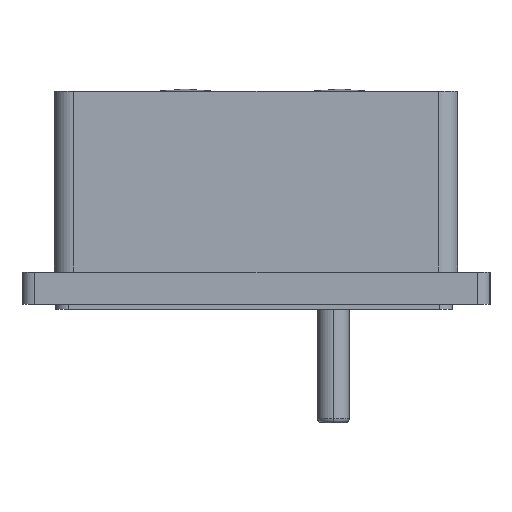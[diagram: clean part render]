
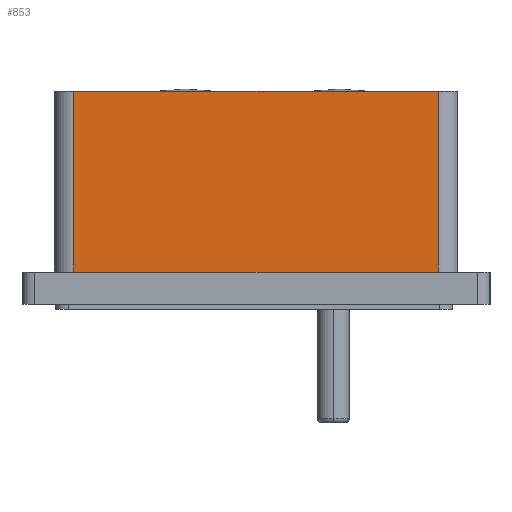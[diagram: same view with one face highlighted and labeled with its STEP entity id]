
A CAD part, left-side view. The second image highlights one B-rep face of the part: STEP entity #853.
In plain terms, the highlighted planar face has unit normal (-1, 0, 0).
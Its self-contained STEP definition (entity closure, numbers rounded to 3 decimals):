
#853=ADVANCED_FACE('',(#1998),#1999,.F.);
#1998=FACE_OUTER_BOUND('',#3421,.T.);
#1999=PLANE('',#3422);
#3421=EDGE_LOOP('',(#5967,#5968,#5969,#5970));
#3422=AXIS2_PLACEMENT_3D('',#5971,#5972,#5973);
#5967=ORIENTED_EDGE('',*,*,#8968,.T.);
#5968=ORIENTED_EDGE('',*,*,#8966,.F.);
#5969=ORIENTED_EDGE('',*,*,#8942,.T.);
#5970=ORIENTED_EDGE('',*,*,#8969,.T.);
#5971=CARTESIAN_POINT('',(2.5,37.8,29.7));
#5972=DIRECTION('',(1.0,0.0,0.0));
#5973=DIRECTION('',(0.0,0.0,-1.0));
#8942=EDGE_CURVE('',#10796,#10794,#10797,.T.);
#8966=EDGE_CURVE('',#10796,#10833,#10835,.T.);
#8968=EDGE_CURVE('',#10837,#10833,#10838,.T.);
#8969=EDGE_CURVE('',#10794,#10837,#10839,.T.);
#10794=VERTEX_POINT('',#13448);
#10796=VERTEX_POINT('',#13450);
#10797=LINE('',#13451,#13452);
#10833=VERTEX_POINT('',#13499);
#10835=LINE('',#13501,#13502);
#10837=VERTEX_POINT('',#13504);
#10838=LINE('',#13505,#13506);
#10839=LINE('',#13507,#13508);
#13448=CARTESIAN_POINT('',(2.5,32.3,25.73));
#13450=CARTESIAN_POINT('',(2.5,4.0,25.73));
#13451=CARTESIAN_POINT('',(2.5,4.0,25.73));
#13452=VECTOR('',#15792,28.3);
#13499=CARTESIAN_POINT('',(2.5,4.0,11.7));
#13501=CARTESIAN_POINT('',(2.5,4.0,25.73));
#13502=VECTOR('',#15828,14.03);
#13504=CARTESIAN_POINT('',(2.5,32.3,11.7));
#13505=CARTESIAN_POINT('',(2.5,32.3,11.7));
#13506=VECTOR('',#15829,28.3);
#13507=CARTESIAN_POINT('',(2.5,32.3,25.73));
#13508=VECTOR('',#15830,14.03);
#15792=DIRECTION('',(0.0,1.0,0.0));
#15828=DIRECTION('',(0.0,0.0,-1.0));
#15829=DIRECTION('',(0.0,-1.0,0.0));
#15830=DIRECTION('',(0.0,0.0,-1.0));
